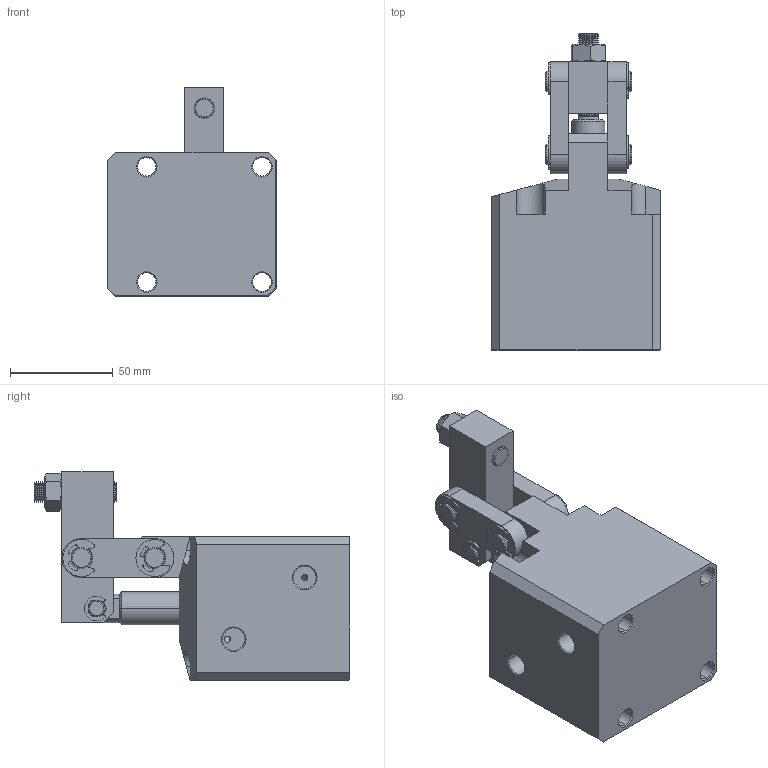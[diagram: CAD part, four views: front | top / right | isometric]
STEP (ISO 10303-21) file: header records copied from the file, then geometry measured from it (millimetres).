
FILE_DESCRIPTION (( 'STEP AP214' ), '1' );
FILE_NAME ('CBLU-45R杠杆式油压缸三维图.STEP', '2019-05-06T09:07:20', ( '' ), ( '' ), 'SwSTEP 2.0', 'SolidWorks 2016', '' );
FILE_SCHEMA (( 'AUTOMOTIVE_DESIGN' ));
Length unit declared in the file: millimetre
Products named in the file (11): 蹟譫; 湮諶; 苤粟; 酗种粣; 傻种粣; 45揤啣; 蟀裝; 錨璃3_3; 45CR掛极_2; CBLU-45R杠杆式油压缸三维图; 蹟邡M10
Assembly tree (16 placements, depth 2):
  CBLU-45R杠杆式油压缸三维图
    45CR掛极_2
    錨璃3_3
    蟀裝  x2
    45揤啣
    傻种粣
    酗种粣  x2
    苤粟  x2
    湮諶  x4
    蹟譫
    蹟邡M10
Bounding box: 82 x 153.5 x 101.5 mm (x, y, z)
Volume: 450072.4 mm3; surface area: 87792.9 mm2
Topology: 16 solids, 16 shells, 656 faces, 1546 edges, 940 vertices
Faces by surface type: cylinder 263, cone 245, plane 146, bspline 2
Entity records: 15710 total; most frequent: CARTESIAN_POINT 2894, DIRECTION 2838, ORIENTED_EDGE 2438, EDGE_CURVE 1219, AXIS2_PLACEMENT_3D 1120, VERTEX_POINT 726, VECTOR 598, LINE 598
